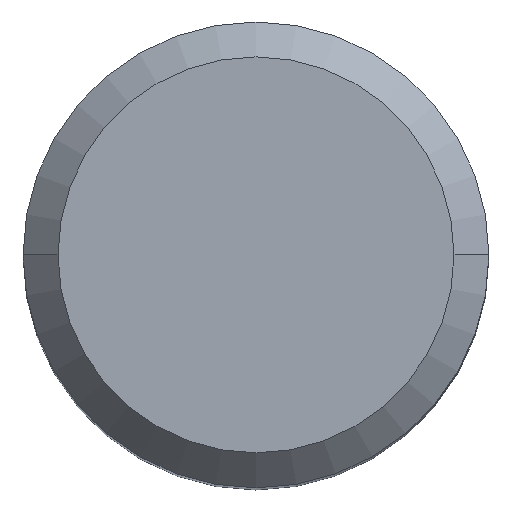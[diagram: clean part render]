
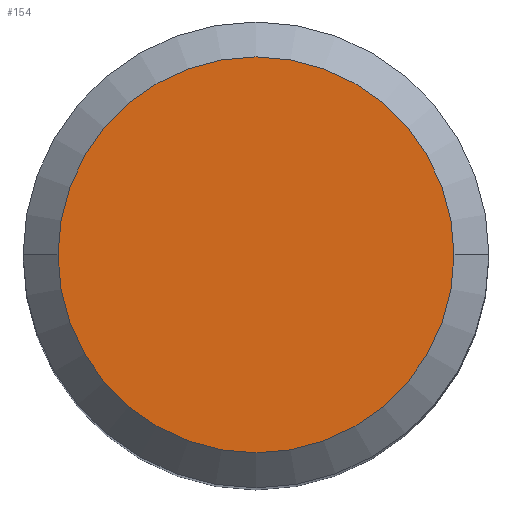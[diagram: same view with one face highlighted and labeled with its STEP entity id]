
A CAD part, top view. The second image highlights one B-rep face of the part: STEP entity #154.
In plain terms, the highlighted planar face has unit normal (0, 0, 1).
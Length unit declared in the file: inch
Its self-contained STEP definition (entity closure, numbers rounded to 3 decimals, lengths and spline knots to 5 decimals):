
#10 = VERTEX_POINT ( 'NONE', #387 ) ;
#18 = CARTESIAN_POINT ( 'NONE',  ( 0., 0., 0. ) ) ;
#41 = CIRCLE ( 'NONE', #445, 0.26563 ) ;
#61 = DIRECTION ( 'NONE',  ( -1., 0., 0. ) ) ;
#95 = EDGE_CURVE ( 'NONE', #10, #477, #41, .T. ) ;
#124 = FACE_OUTER_BOUND ( 'NONE', #462, .T. ) ;
#154 = ADVANCED_FACE ( 'NONE', ( #124 ), #397, .F. ) ;
#168 = CIRCLE ( 'NONE', #487, 0.26563 ) ;
#207 = DIRECTION ( 'NONE',  ( 0., 0., -1. ) ) ;
#213 = DIRECTION ( 'NONE',  ( 0., 0., 1. ) ) ;
#229 = DIRECTION ( 'NONE',  ( 0., 0., 1. ) ) ;
#238 = ORIENTED_EDGE ( 'NONE', *, *, #95, .T. ) ;
#268 = EDGE_CURVE ( 'NONE', #477, #10, #168, .T. ) ;
#278 = CARTESIAN_POINT ( 'NONE',  ( 0.26563, 0., 0. ) ) ;
#282 = CARTESIAN_POINT ( 'NONE',  ( 0., 0., 0. ) ) ;
#299 = DIRECTION ( 'NONE',  ( 1., 0., 0. ) ) ;
#379 = ORIENTED_EDGE ( 'NONE', *, *, #268, .T. ) ;
#387 = CARTESIAN_POINT ( 'NONE',  ( -0.26563, 0., 0. ) ) ;
#397 = PLANE ( 'NONE',  #399 ) ;
#399 = AXIS2_PLACEMENT_3D ( 'NONE', #282, #207, #61 ) ;
#445 = AXIS2_PLACEMENT_3D ( 'NONE', #18, #213, #492 ) ;
#461 = CARTESIAN_POINT ( 'NONE',  ( 0., 0., 0. ) ) ;
#462 = EDGE_LOOP ( 'NONE', ( #238, #379 ) ) ;
#477 = VERTEX_POINT ( 'NONE', #278 ) ;
#487 = AXIS2_PLACEMENT_3D ( 'NONE', #461, #229, #299 ) ;
#492 = DIRECTION ( 'NONE',  ( 1., 0., 0. ) ) ;
